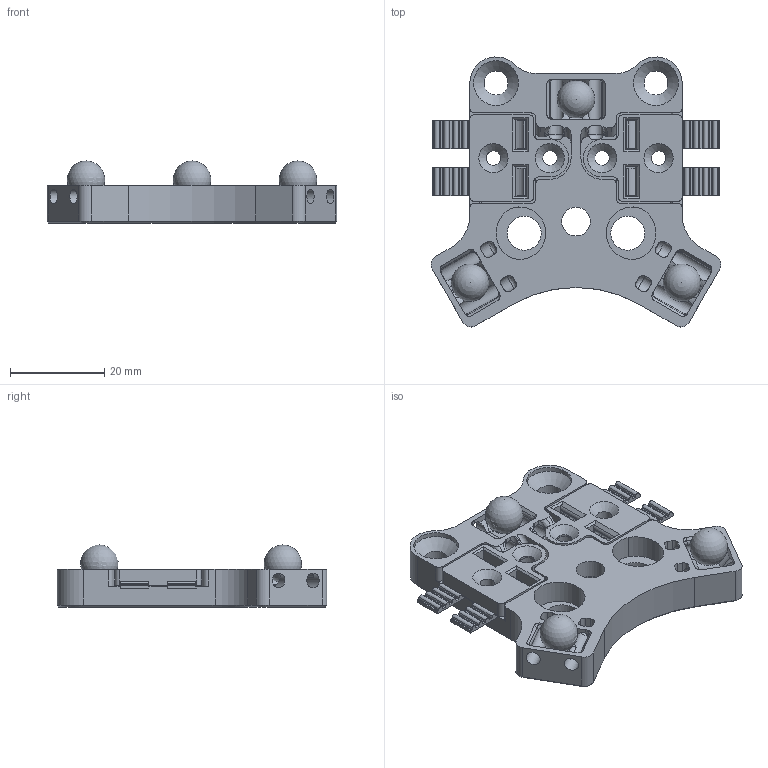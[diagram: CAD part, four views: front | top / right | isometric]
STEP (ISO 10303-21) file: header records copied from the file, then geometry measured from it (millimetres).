
FILE_DESCRIPTION(/* description */ (''),/* implementation_level */ '2;1');
FILE_NAME(/* name */ 'X-carraige.step',/* time_stamp */ '2021-10-06T19:09:03+01:00',/* author */ (''),/* organization */ (''),/* preprocessor_version */ 'ST-DEVELOPER v18.1',/* originating_system */ 'Autodesk Translation Framework v10.10.0.1391',/* authorisation */ '');
FILE_SCHEMA (('AUTOMOTIVE_DESIGN { 1 0 10303 214 3 1 1 }'));
Length unit declared in the file: millimetre
Products named in the file (1): X-carraige 8mm balls
Bounding box: 61.6 x 57.37 x 13.19 mm (x, y, z)
Volume: 16217.1 mm3; surface area: 11882.4 mm2
Topology: 10 solids, 10 shells, 784 faces, 2195 edges, 1419 vertices
Faces by surface type: cylinder 414, plane 286, cone 43, torus 24, bspline 14, sphere 3
Full cylindrical faces by diameter (mm): 3.1 x12, 4.1 x2, 5.1 x2, 6.1 x1, 7.2 x2, 8.1 x1, 9.5 x2
Entity records: 26205 total; most frequent: CARTESIAN_POINT 5208, DIRECTION 4612, ORIENTED_EDGE 4378, EDGE_CURVE 2189, AXIS2_PLACEMENT_3D 1714, VERTEX_POINT 1419, LINE 1184, VECTOR 1184
